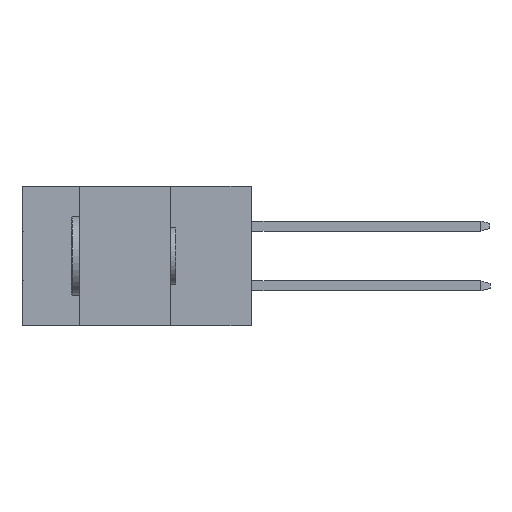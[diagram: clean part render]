
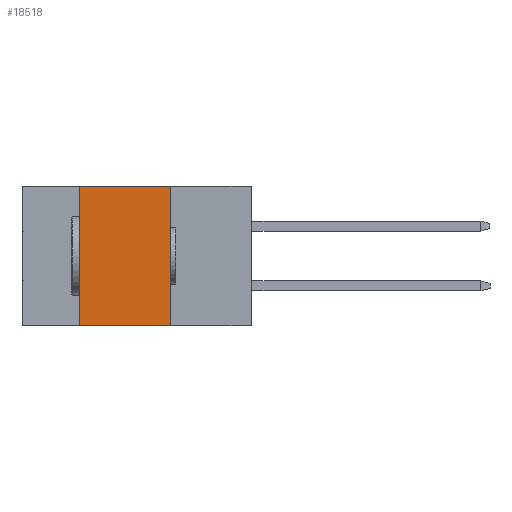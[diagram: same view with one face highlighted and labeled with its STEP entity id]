
A CAD part, left-side view. The second image highlights one B-rep face of the part: STEP entity #18518.
In plain terms, the highlighted planar face has unit normal (-1, 0, 0).
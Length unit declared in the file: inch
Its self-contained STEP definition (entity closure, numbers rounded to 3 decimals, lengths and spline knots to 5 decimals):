
#75 = VERTEX_POINT ( 'NONE', #1540 ) ;
#1540 = CARTESIAN_POINT ( 'NONE',  ( 0., 0.54, -0.437 ) ) ;
#1606 = VECTOR ( 'NONE', #14046, 39.37008 ) ;
#2721 = EDGE_LOOP ( 'NONE', ( #5851, #9508, #14369, #11600 ) ) ;
#2867 = VERTEX_POINT ( 'NONE', #3308 ) ;
#3275 = CARTESIAN_POINT ( 'NONE',  ( 0., 0.72, 0. ) ) ;
#3308 = CARTESIAN_POINT ( 'NONE',  ( 0., 0.254, 0. ) ) ;
#4646 = EDGE_CURVE ( 'NONE', #14942, #2867, #16957, .T. ) ;
#4649 = CARTESIAN_POINT ( 'NONE',  ( 0., 0.54, -0.437 ) ) ;
#5851 = ORIENTED_EDGE ( 'NONE', *, *, #14426, .F. ) ;
#6148 = LINE ( 'NONE', #4649, #8758 ) ;
#6445 = VERTEX_POINT ( 'NONE', #7094 ) ;
#6975 = PLANE ( 'NONE',  #9644 ) ;
#7094 = CARTESIAN_POINT ( 'NONE',  ( 0., 0.254, -0.437 ) ) ;
#8170 = CARTESIAN_POINT ( 'NONE',  ( 0., 0.72, 0. ) ) ;
#8758 = VECTOR ( 'NONE', #16990, 39.37008 ) ;
#9508 = ORIENTED_EDGE ( 'NONE', *, *, #4646, .F. ) ;
#9644 = AXIS2_PLACEMENT_3D ( 'NONE', #3275, #20792, #11809 ) ;
#10817 = EDGE_CURVE ( 'NONE', #75, #6445, #15909, .T. ) ;
#10988 = CARTESIAN_POINT ( 'NONE',  ( 0., 0.54, 0. ) ) ;
#11600 = ORIENTED_EDGE ( 'NONE', *, *, #10817, .T. ) ;
#11809 = DIRECTION ( 'NONE',  ( 0., 0., -1. ) ) ;
#12694 = DIRECTION ( 'NONE',  ( 0., 0., -1. ) ) ;
#14046 = DIRECTION ( 'NONE',  ( 0., -1., 0. ) ) ;
#14369 = ORIENTED_EDGE ( 'NONE', *, *, #15264, .F. ) ;
#14426 = EDGE_CURVE ( 'NONE', #2867, #6445, #19629, .T. ) ;
#14942 = VERTEX_POINT ( 'NONE', #10988 ) ;
#15264 = EDGE_CURVE ( 'NONE', #75, #14942, #6148, .T. ) ;
#15800 = CARTESIAN_POINT ( 'NONE',  ( 0., 0.72, -0.437 ) ) ;
#15909 = LINE ( 'NONE', #15800, #1606 ) ;
#16957 = LINE ( 'NONE', #8170, #17336 ) ;
#16990 = DIRECTION ( 'NONE',  ( 0., 0., 1. ) ) ;
#17336 = VECTOR ( 'NONE', #18688, 39.37008 ) ;
#17904 = CARTESIAN_POINT ( 'NONE',  ( 0., 0.254, -0.437 ) ) ;
#17955 = VECTOR ( 'NONE', #12694, 39.37008 ) ;
#18518 = ADVANCED_FACE ( 'NONE', ( #20571 ), #6975, .F. ) ;
#18688 = DIRECTION ( 'NONE',  ( 0., -1., 0. ) ) ;
#19629 = LINE ( 'NONE', #17904, #17955 ) ;
#20571 = FACE_OUTER_BOUND ( 'NONE', #2721, .T. ) ;
#20792 = DIRECTION ( 'NONE',  ( 1., 0., 0. ) ) ;
